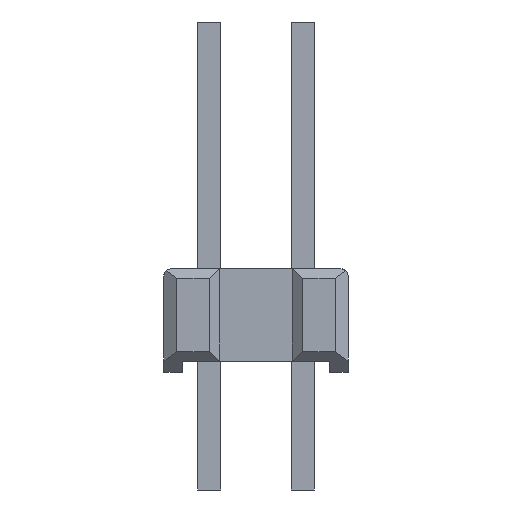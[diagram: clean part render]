
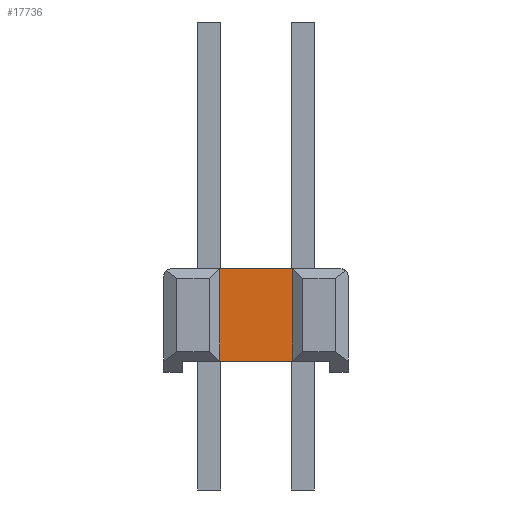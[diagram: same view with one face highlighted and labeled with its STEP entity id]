
A CAD part, left-side view. The second image highlights one B-rep face of the part: STEP entity #17736.
In plain terms, the highlighted planar face has unit normal (-1, 0, 0).
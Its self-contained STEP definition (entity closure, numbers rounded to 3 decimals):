
#166=DIRECTION('',(0.,0.,-1.));
#167=VECTOR('',#166,2.5);
#168=CARTESIAN_POINT('',(-25.15,0.977,0.));
#169=LINE('',#168,#167);
#1830=DIRECTION('',(0.,1.,0.));
#1831=VECTOR('',#1830,1.954);
#1832=CARTESIAN_POINT('',(-25.15,-0.977,0.));
#1833=LINE('',#1832,#1831);
#3618=DIRECTION('',(0.,1.,0.));
#3619=VECTOR('',#3618,1.954);
#3620=CARTESIAN_POINT('',(-25.15,-0.977,-2.5));
#3621=LINE('',#3620,#3619);
#5818=DIRECTION('',(0.,0.,-1.));
#5819=VECTOR('',#5818,2.5);
#5820=CARTESIAN_POINT('',(-25.15,-0.977,0.));
#5821=LINE('',#5820,#5819);
#9454=CARTESIAN_POINT('',(-25.15,-0.977,-2.5));
#9455=CARTESIAN_POINT('',(-25.15,0.977,-2.5));
#9456=VERTEX_POINT('',#9454);
#9457=VERTEX_POINT('',#9455);
#9458=CARTESIAN_POINT('',(-25.15,-0.977,0.));
#9459=CARTESIAN_POINT('',(-25.15,0.977,0.));
#9460=VERTEX_POINT('',#9458);
#9461=VERTEX_POINT('',#9459);
#17725=CARTESIAN_POINT('',(-25.15,-0.977,0.));
#17726=DIRECTION('',(1.,0.,0.));
#17727=DIRECTION('',(0.,1.,0.));
#17728=AXIS2_PLACEMENT_3D('',#17725,#17726,#17727);
#17729=PLANE('',#17728);
#17730=ORIENTED_EDGE('',*,*,#14627,.T.);
#17731=ORIENTED_EDGE('',*,*,#10902,.F.);
#17732=ORIENTED_EDGE('',*,*,#13004,.F.);
#17733=ORIENTED_EDGE('',*,*,#10950,.T.);
#17734=EDGE_LOOP('',(#17730,#17731,#17732,#17733));
#17735=FACE_OUTER_BOUND('',#17734,.F.);
#10902=EDGE_CURVE('',#9461,#9457,#169,.T.);
#10950=EDGE_CURVE('',#9460,#9456,#5821,.T.);
#13004=EDGE_CURVE('',#9460,#9461,#1833,.T.);
#14627=EDGE_CURVE('',#9456,#9457,#3621,.T.);
#17736=ADVANCED_FACE('',(#17735),#17729,.F.);
